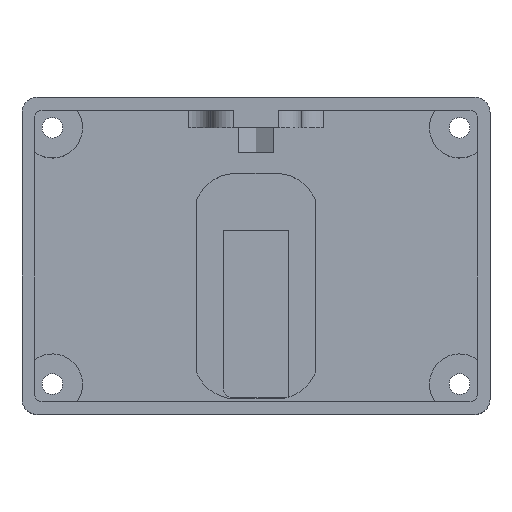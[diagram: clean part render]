
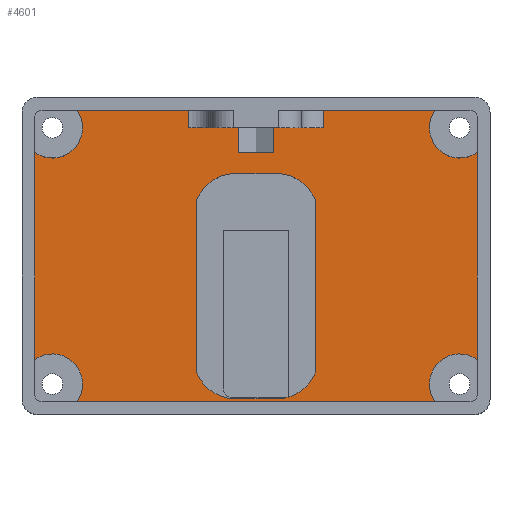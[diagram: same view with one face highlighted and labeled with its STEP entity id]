
A CAD part, top view. The second image highlights one B-rep face of the part: STEP entity #4601.
In plain terms, the highlighted planar face has unit normal (0, 0, 1).
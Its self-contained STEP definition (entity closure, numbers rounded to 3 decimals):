
#3531 = VERTEX_POINT('',#3532);
#3532 = CARTESIAN_POINT('',(-35.617,-23.,0.));
#3563 = VERTEX_POINT('',#3564);
#3564 = CARTESIAN_POINT('',(35.617,-23.,0.));
#3570 = EDGE_CURVE('',#3563,#3531,#3571,.T.);
#3571 = LINE('',#3572,#3573);
#3572 = CARTESIAN_POINT('',(35.617,-23.,0.));
#3573 = VECTOR('',#3574,1.);
#3574 = DIRECTION('',(-1.,0.,0.));
#3584 = EDGE_CURVE('',#3585,#3563,#3587,.T.);
#3585 = VERTEX_POINT('',#3586);
#3586 = CARTESIAN_POINT('',(44.,-14.617,0.));
#3587 = CIRCLE('',#3588,6.);
#3588 = AXIS2_PLACEMENT_3D('',#3589,#3590,#3591);
#3589 = CARTESIAN_POINT('',(40.464,-19.464,0.));
#3590 = DIRECTION('',(0.,0.,1.));
#3591 = DIRECTION('',(1.,0.,0.));
#3627 = VERTEX_POINT('',#3628);
#3628 = CARTESIAN_POINT('',(44.,26.617,0.));
#3634 = EDGE_CURVE('',#3627,#3585,#3635,.T.);
#3635 = LINE('',#3636,#3637);
#3636 = CARTESIAN_POINT('',(44.,26.617,0.));
#3637 = VECTOR('',#3638,1.);
#3638 = DIRECTION('',(0.,-1.,0.));
#3707 = VERTEX_POINT('',#3708);
#3708 = CARTESIAN_POINT('',(-44.,-14.617,0.));
#3714 = EDGE_CURVE('',#3715,#3707,#3717,.T.);
#3715 = VERTEX_POINT('',#3716);
#3716 = CARTESIAN_POINT('',(-44.,26.617,0.));
#3717 = LINE('',#3718,#3719);
#3718 = CARTESIAN_POINT('',(-44.,26.617,0.));
#3719 = VECTOR('',#3720,1.);
#3720 = DIRECTION('',(-0.,-1.,-0.));
#3791 = VERTEX_POINT('',#3792);
#3792 = CARTESIAN_POINT('',(-35.617,35.,0.));
#3798 = EDGE_CURVE('',#3799,#3791,#3801,.T.);
#3799 = VERTEX_POINT('',#3800);
#3800 = CARTESIAN_POINT('',(-13.475,35.,0.));
#3801 = LINE('',#3802,#3803);
#3802 = CARTESIAN_POINT('',(0.,35.,0.));
#3803 = VECTOR('',#3804,1.);
#3804 = DIRECTION('',(-1.,-0.,-0.));
#3856 = VERTEX_POINT('',#3857);
#3857 = CARTESIAN_POINT('',(-13.475,31.5,0.));
#3864 = EDGE_CURVE('',#3865,#3856,#3867,.T.);
#3865 = VERTEX_POINT('',#3866);
#3866 = CARTESIAN_POINT('',(-3.5,31.5,0.));
#3867 = LINE('',#3868,#3869);
#3868 = CARTESIAN_POINT('',(-13.446,31.5,0.));
#3869 = VECTOR('',#3870,1.);
#3870 = DIRECTION('',(-1.,0.,0.));
#3897 = VERTEX_POINT('',#3898);
#3898 = CARTESIAN_POINT('',(3.5,31.5,0.));
#3904 = EDGE_CURVE('',#3905,#3897,#3907,.T.);
#3905 = VERTEX_POINT('',#3906);
#3906 = CARTESIAN_POINT('',(13.475,31.5,0.));
#3907 = LINE('',#3908,#3909);
#3908 = CARTESIAN_POINT('',(13.446,31.5,0.));
#3909 = VECTOR('',#3910,1.);
#3910 = DIRECTION('',(-1.,0.,0.));
#3964 = VERTEX_POINT('',#3965);
#3965 = CARTESIAN_POINT('',(13.475,35.,0.));
#3972 = EDGE_CURVE('',#3964,#3973,#3975,.T.);
#3973 = VERTEX_POINT('',#3974);
#3974 = CARTESIAN_POINT('',(35.617,35.,0.));
#3975 = LINE('',#3976,#3977);
#3976 = CARTESIAN_POINT('',(0.,35.,0.));
#3977 = VECTOR('',#3978,1.);
#3978 = DIRECTION('',(1.,0.,0.));
#4566 = EDGE_CURVE('',#3707,#3531,#4567,.T.);
#4567 = CIRCLE('',#4568,6.);
#4568 = AXIS2_PLACEMENT_3D('',#4569,#4570,#4571);
#4569 = CARTESIAN_POINT('',(-40.464,-19.464,0.));
#4570 = DIRECTION('',(0.,0.,-1.));
#4571 = DIRECTION('',(-1.,-0.,-0.));
#4601 = ADVANCED_FACE('',(#4602,#4661),#4756,.T.);
#4602 = FACE_BOUND('',#4603,.T.);
#4603 = EDGE_LOOP('',(#4604,#4605,#4612,#4613,#4614,#4615,#4616,#4617,
    #4624,#4625,#4631,#4632,#4640,#4648,#4654,#4655));
#4604 = ORIENTED_EDGE('',*,*,#3798,.T.);
#4605 = ORIENTED_EDGE('',*,*,#4606,.T.);
#4606 = EDGE_CURVE('',#3791,#3715,#4607,.T.);
#4607 = CIRCLE('',#4608,6.);
#4608 = AXIS2_PLACEMENT_3D('',#4609,#4610,#4611);
#4609 = CARTESIAN_POINT('',(-40.464,31.464,0.));
#4610 = DIRECTION('',(0.,0.,-1.));
#4611 = DIRECTION('',(-1.,-0.,-0.));
#4612 = ORIENTED_EDGE('',*,*,#3714,.T.);
#4613 = ORIENTED_EDGE('',*,*,#4566,.T.);
#4614 = ORIENTED_EDGE('',*,*,#3570,.F.);
#4615 = ORIENTED_EDGE('',*,*,#3584,.F.);
#4616 = ORIENTED_EDGE('',*,*,#3634,.F.);
#4617 = ORIENTED_EDGE('',*,*,#4618,.F.);
#4618 = EDGE_CURVE('',#3973,#3627,#4619,.T.);
#4619 = CIRCLE('',#4620,6.);
#4620 = AXIS2_PLACEMENT_3D('',#4621,#4622,#4623);
#4621 = CARTESIAN_POINT('',(40.464,31.464,0.));
#4622 = DIRECTION('',(0.,0.,1.));
#4623 = DIRECTION('',(1.,0.,0.));
#4624 = ORIENTED_EDGE('',*,*,#3972,.F.);
#4625 = ORIENTED_EDGE('',*,*,#4626,.T.);
#4626 = EDGE_CURVE('',#3964,#3905,#4627,.T.);
#4627 = LINE('',#4628,#4629);
#4628 = CARTESIAN_POINT('',(13.475,37.5,0.));
#4629 = VECTOR('',#4630,1.);
#4630 = DIRECTION('',(0.,-1.,0.));
#4631 = ORIENTED_EDGE('',*,*,#3904,.T.);
#4632 = ORIENTED_EDGE('',*,*,#4633,.F.);
#4633 = EDGE_CURVE('',#4634,#3897,#4636,.T.);
#4634 = VERTEX_POINT('',#4635);
#4635 = CARTESIAN_POINT('',(3.5,26.5,0.));
#4636 = LINE('',#4637,#4638);
#4637 = CARTESIAN_POINT('',(3.5,20.25,0.));
#4638 = VECTOR('',#4639,1.);
#4639 = DIRECTION('',(0.,1.,0.));
#4640 = ORIENTED_EDGE('',*,*,#4641,.T.);
#4641 = EDGE_CURVE('',#4634,#4642,#4644,.T.);
#4642 = VERTEX_POINT('',#4643);
#4643 = CARTESIAN_POINT('',(-3.5,26.5,0.));
#4644 = LINE('',#4645,#4646);
#4645 = CARTESIAN_POINT('',(10.624,26.5,0.));
#4646 = VECTOR('',#4647,1.);
#4647 = DIRECTION('',(-1.,0.,0.));
#4648 = ORIENTED_EDGE('',*,*,#4649,.F.);
#4649 = EDGE_CURVE('',#3865,#4642,#4650,.T.);
#4650 = LINE('',#4651,#4652);
#4651 = CARTESIAN_POINT('',(-3.5,20.25,0.));
#4652 = VECTOR('',#4653,1.);
#4653 = DIRECTION('',(0.,-1.,0.));
#4654 = ORIENTED_EDGE('',*,*,#3864,.T.);
#4655 = ORIENTED_EDGE('',*,*,#4656,.F.);
#4656 = EDGE_CURVE('',#3799,#3856,#4657,.T.);
#4657 = LINE('',#4658,#4659);
#4658 = CARTESIAN_POINT('',(-13.475,37.5,0.));
#4659 = VECTOR('',#4660,1.);
#4660 = DIRECTION('',(0.,-1.,0.));
#4661 = FACE_BOUND('',#4662,.T.);
#4662 = EDGE_LOOP('',(#4663,#4673,#4682,#4690,#4699,#4707,#4716,#4724,
    #4733,#4741,#4750));
#4663 = ORIENTED_EDGE('',*,*,#4664,.F.);
#4664 = EDGE_CURVE('',#4665,#4667,#4669,.T.);
#4665 = VERTEX_POINT('',#4666);
#4666 = CARTESIAN_POINT('',(6.422,-22.045,
    0.));
#4667 = VERTEX_POINT('',#4668);
#4668 = CARTESIAN_POINT('',(6.5,-22.045,0.));
#4669 = LINE('',#4670,#4671);
#4670 = CARTESIAN_POINT('',(-4.821,-22.045,0.));
#4671 = VECTOR('',#4672,1.);
#4672 = DIRECTION('',(1.,0.,0.));
#4673 = ORIENTED_EDGE('',*,*,#4674,.T.);
#4674 = EDGE_CURVE('',#4665,#4675,#4677,.T.);
#4675 = VERTEX_POINT('',#4676);
#4676 = CARTESIAN_POINT('',(4.004,-22.4,0.));
#4677 = CIRCLE('',#4678,8.4);
#4678 = AXIS2_PLACEMENT_3D('',#4679,#4680,#4681);
#4679 = CARTESIAN_POINT('',(4.004,-14.,0.));
#4680 = DIRECTION('',(0.,0.,-1.));
#4681 = DIRECTION('',(1.,0.,0.));
#4682 = ORIENTED_EDGE('',*,*,#4683,.F.);
#4683 = EDGE_CURVE('',#4684,#4675,#4686,.T.);
#4684 = VERTEX_POINT('',#4685);
#4685 = CARTESIAN_POINT('',(-4.004,-22.4,0.));
#4686 = LINE('',#4687,#4688);
#4687 = CARTESIAN_POINT('',(0.,-22.4,0.));
#4688 = VECTOR('',#4689,1.);
#4689 = DIRECTION('',(1.,0.,0.));
#4690 = ORIENTED_EDGE('',*,*,#4691,.F.);
#4691 = EDGE_CURVE('',#4692,#4684,#4694,.T.);
#4692 = VERTEX_POINT('',#4693);
#4693 = CARTESIAN_POINT('',(-11.85,-17.,0.));
#4694 = CIRCLE('',#4695,8.4);
#4695 = AXIS2_PLACEMENT_3D('',#4696,#4697,#4698);
#4696 = CARTESIAN_POINT('',(-4.004,-14.,0.));
#4697 = DIRECTION('',(0.,0.,1.));
#4698 = DIRECTION('',(-1.,0.,0.));
#4699 = ORIENTED_EDGE('',*,*,#4700,.F.);
#4700 = EDGE_CURVE('',#4701,#4692,#4703,.T.);
#4701 = VERTEX_POINT('',#4702);
#4702 = CARTESIAN_POINT('',(-11.85,17.,0.));
#4703 = LINE('',#4704,#4705);
#4704 = CARTESIAN_POINT('',(-11.85,0.,
    0.));
#4705 = VECTOR('',#4706,1.);
#4706 = DIRECTION('',(0.,-1.,0.));
#4707 = ORIENTED_EDGE('',*,*,#4708,.T.);
#4708 = EDGE_CURVE('',#4701,#4709,#4711,.T.);
#4709 = VERTEX_POINT('',#4710);
#4710 = CARTESIAN_POINT('',(-4.004,22.4,0.));
#4711 = CIRCLE('',#4712,8.4);
#4712 = AXIS2_PLACEMENT_3D('',#4713,#4714,#4715);
#4713 = CARTESIAN_POINT('',(-4.004,14.,0.));
#4714 = DIRECTION('',(0.,0.,-1.));
#4715 = DIRECTION('',(-1.,0.,0.));
#4716 = ORIENTED_EDGE('',*,*,#4717,.F.);
#4717 = EDGE_CURVE('',#4718,#4709,#4720,.T.);
#4718 = VERTEX_POINT('',#4719);
#4719 = CARTESIAN_POINT('',(4.004,22.4,0.));
#4720 = LINE('',#4721,#4722);
#4721 = CARTESIAN_POINT('',(0.,22.4,0.)
  );
#4722 = VECTOR('',#4723,1.);
#4723 = DIRECTION('',(-1.,0.,0.));
#4724 = ORIENTED_EDGE('',*,*,#4725,.F.);
#4725 = EDGE_CURVE('',#4726,#4718,#4728,.T.);
#4726 = VERTEX_POINT('',#4727);
#4727 = CARTESIAN_POINT('',(11.85,17.,0.));
#4728 = CIRCLE('',#4729,8.4);
#4729 = AXIS2_PLACEMENT_3D('',#4730,#4731,#4732);
#4730 = CARTESIAN_POINT('',(4.004,14.,0.));
#4731 = DIRECTION('',(0.,0.,1.));
#4732 = DIRECTION('',(1.,0.,0.));
#4733 = ORIENTED_EDGE('',*,*,#4734,.F.);
#4734 = EDGE_CURVE('',#4735,#4726,#4737,.T.);
#4735 = VERTEX_POINT('',#4736);
#4736 = CARTESIAN_POINT('',(11.85,-17.,0.));
#4737 = LINE('',#4738,#4739);
#4738 = CARTESIAN_POINT('',(11.85,0.,0.));
#4739 = VECTOR('',#4740,1.);
#4740 = DIRECTION('',(0.,1.,0.));
#4741 = ORIENTED_EDGE('',*,*,#4742,.T.);
#4742 = EDGE_CURVE('',#4735,#4743,#4745,.T.);
#4743 = VERTEX_POINT('',#4744);
#4744 = CARTESIAN_POINT('',(6.5,-22.021,0.));
#4745 = CIRCLE('',#4746,8.4);
#4746 = AXIS2_PLACEMENT_3D('',#4747,#4748,#4749);
#4747 = CARTESIAN_POINT('',(4.004,-14.,0.));
#4748 = DIRECTION('',(0.,0.,-1.));
#4749 = DIRECTION('',(1.,0.,0.));
#4750 = ORIENTED_EDGE('',*,*,#4751,.T.);
#4751 = EDGE_CURVE('',#4743,#4667,#4752,.T.);
#4752 = LINE('',#4753,#4754);
#4753 = CARTESIAN_POINT('',(6.5,11.141,0.));
#4754 = VECTOR('',#4755,1.);
#4755 = DIRECTION('',(0.,-1.,0.));
#4756 = PLANE('',#4757);
#4757 = AXIS2_PLACEMENT_3D('',#4758,#4759,#4760);
#4758 = CARTESIAN_POINT('',(0.,6.948,
    0.));
#4759 = DIRECTION('',(0.,0.,1.));
#4760 = DIRECTION('',(0.,1.,0.));
